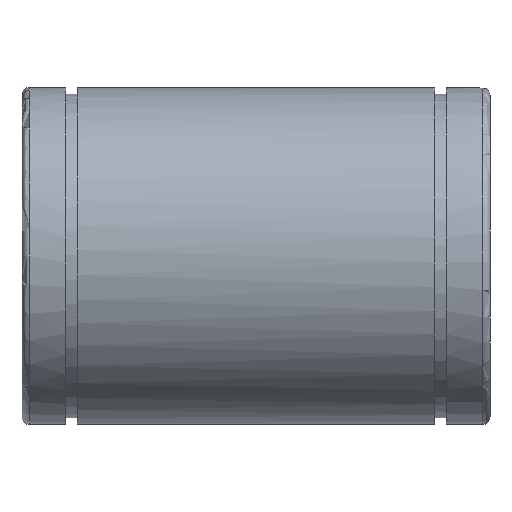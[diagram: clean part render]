
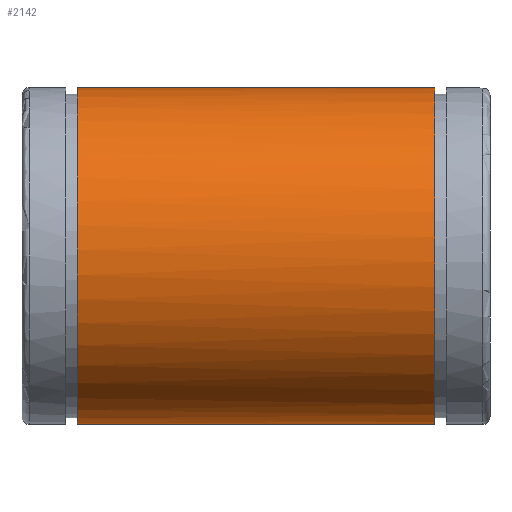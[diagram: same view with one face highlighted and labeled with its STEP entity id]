
A CAD part, front view. The second image highlights one B-rep face of the part: STEP entity #2142.
In plain terms, the highlighted cylindrical face has radius 45 mm (diameter 90 mm), a partial arc.
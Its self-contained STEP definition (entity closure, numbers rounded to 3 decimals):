
#2134=AXIS2_PLACEMENT_3D('Cylinder Axis2P3D',#2131,#2132,#2133) ;
#1463=CARTESIAN_POINT('Vertex',(14.8,0.,-45.)) ;
#1467=CARTESIAN_POINT('Control Point',(14.8,0.,45.)) ;
#1468=CARTESIAN_POINT('Control Point',(14.8,-4.272,45.)) ;
#1469=CARTESIAN_POINT('Control Point',(14.8,-8.544,44.493)) ;
#1470=CARTESIAN_POINT('Control Point',(14.8,-12.737,43.479)) ;
#1471=CARTESIAN_POINT('Control Point',(14.8,-20.8,40.475)) ;
#1472=CARTESIAN_POINT('Control Point',(14.8,-27.936,35.668)) ;
#1473=CARTESIAN_POINT('Control Point',(14.8,-31.201,32.85)) ;
#1474=CARTESIAN_POINT('Control Point',(14.8,-37.,26.493)) ;
#1475=CARTESIAN_POINT('Control Point',(14.8,-41.15,18.956)) ;
#1476=CARTESIAN_POINT('Control Point',(14.8,-42.766,14.957)) ;
#1477=CARTESIAN_POINT('Control Point',(14.8,-45.018,6.653)) ;
#1478=CARTESIAN_POINT('Control Point',(14.8,-45.264,-1.948)) ;
#1479=CARTESIAN_POINT('Control Point',(14.8,-44.874,-6.243)) ;
#1480=CARTESIAN_POINT('Control Point',(14.8,-43.081,-14.659)) ;
#1481=CARTESIAN_POINT('Control Point',(14.8,-39.369,-22.421)) ;
#1482=CARTESIAN_POINT('Control Point',(14.8,-37.059,-26.063)) ;
#1483=CARTESIAN_POINT('Control Point',(14.8,-31.618,-32.729)) ;
#1484=CARTESIAN_POINT('Control Point',(14.8,-24.768,-37.936)) ;
#1485=CARTESIAN_POINT('Control Point',(14.8,-21.048,-40.12)) ;
#1486=CARTESIAN_POINT('Control Point',(14.8,-14.668,-42.905)) ;
#1487=CARTESIAN_POINT('Control Point',(14.8,-7.904,-44.419)) ;
#1488=CARTESIAN_POINT('Control Point',(14.8,-5.282,-44.806)) ;
#1489=CARTESIAN_POINT('Control Point',(14.8,-2.641,-45.)) ;
#1490=CARTESIAN_POINT('Control Point',(14.8,0.,-45.)) ;
#1491=CARTESIAN_POINT('Vertex',(14.8,0.,45.)) ;
#1563=CARTESIAN_POINT('Line Origine',(62.5,0.,45.)) ;
#1567=CARTESIAN_POINT('Vertex',(110.2,0.,45.)) ;
#1588=CARTESIAN_POINT('Control Point',(110.2,0.,-45.)) ;
#1589=CARTESIAN_POINT('Control Point',(110.2,-4.272,-45.)) ;
#1590=CARTESIAN_POINT('Control Point',(110.2,-8.544,-44.493)) ;
#1591=CARTESIAN_POINT('Control Point',(110.2,-12.737,-43.479)) ;
#1592=CARTESIAN_POINT('Control Point',(110.2,-20.8,-40.475)) ;
#1593=CARTESIAN_POINT('Control Point',(110.2,-27.936,-35.668)) ;
#1594=CARTESIAN_POINT('Control Point',(110.2,-31.201,-32.85)) ;
#1595=CARTESIAN_POINT('Control Point',(110.2,-37.,-26.493)) ;
#1596=CARTESIAN_POINT('Control Point',(110.2,-41.15,-18.956)) ;
#1597=CARTESIAN_POINT('Control Point',(110.2,-42.766,-14.957)) ;
#1598=CARTESIAN_POINT('Control Point',(110.2,-45.018,-6.653)) ;
#1599=CARTESIAN_POINT('Control Point',(110.2,-45.264,1.948)) ;
#1600=CARTESIAN_POINT('Control Point',(110.2,-44.874,6.243)) ;
#1601=CARTESIAN_POINT('Control Point',(110.2,-43.081,14.659)) ;
#1602=CARTESIAN_POINT('Control Point',(110.2,-39.369,22.421)) ;
#1603=CARTESIAN_POINT('Control Point',(110.2,-37.059,26.063)) ;
#1604=CARTESIAN_POINT('Control Point',(110.2,-31.618,32.729)) ;
#1605=CARTESIAN_POINT('Control Point',(110.2,-24.768,37.936)) ;
#1606=CARTESIAN_POINT('Control Point',(110.2,-21.048,40.12)) ;
#1607=CARTESIAN_POINT('Control Point',(110.2,-14.668,42.905)) ;
#1608=CARTESIAN_POINT('Control Point',(110.2,-7.904,44.419)) ;
#1609=CARTESIAN_POINT('Control Point',(110.2,-5.282,44.806)) ;
#1610=CARTESIAN_POINT('Control Point',(110.2,-2.641,45.)) ;
#1611=CARTESIAN_POINT('Control Point',(110.2,0.,45.)) ;
#1612=CARTESIAN_POINT('Vertex',(110.2,0.,-45.)) ;
#1938=CARTESIAN_POINT('Line Origine',(62.5,0.,-45.)) ;
#2131=CARTESIAN_POINT('Axis2P3D Location',(62.5,0.,0.)) ;
#1564=DIRECTION('Vector Direction',(1.,0.,0.)) ;
#1939=DIRECTION('Vector Direction',(1.,0.,0.)) ;
#2132=DIRECTION('Axis2P3D Direction',(1.,0.,0.)) ;
#2133=DIRECTION('Axis2P3D XDirection',(0.,0.,1.)) ;
#1565=VECTOR('Line Direction',#1564,1.) ;
#1940=VECTOR('Line Direction',#1939,1.) ;
#2137=ORIENTED_EDGE('',*,*,#1942,.T.) ;
#2138=ORIENTED_EDGE('',*,*,#1614,.T.) ;
#2139=ORIENTED_EDGE('',*,*,#1569,.T.) ;
#2140=ORIENTED_EDGE('',*,*,#1493,.T.) ;
#2142=ADVANCED_FACE('',(#2141),#2135,.T.) ;
#1466=B_SPLINE_CURVE_WITH_KNOTS('',5,(#1467,#1468,#1469,#1470,#1471,#1472,#1473,#1474,#1475,#1476,#1477,#1478,#1479,#1480,#1481,#1482,#1483,#1484,#1485,#1486,#1487,#1488,#1489,#1490),.UNSPECIFIED.,.F.,.U.,(6,3,3,3,3,3,3,6),(0.,30.209,60.418,90.627,120.836,151.045,181.254,199.928),.UNSPECIFIED.) ;
#1587=B_SPLINE_CURVE_WITH_KNOTS('',5,(#1588,#1589,#1590,#1591,#1592,#1593,#1594,#1595,#1596,#1597,#1598,#1599,#1600,#1601,#1602,#1603,#1604,#1605,#1606,#1607,#1608,#1609,#1610,#1611),.UNSPECIFIED.,.F.,.U.,(6,3,3,3,3,3,3,6),(0.,30.209,60.418,90.627,120.836,151.045,181.254,199.928),.UNSPECIFIED.) ;
#2135=CYLINDRICAL_SURFACE('generated cylinder',#2134,45.) ;
#1493=EDGE_CURVE('',#1492,#1464,#1466,.T.) ;
#1569=EDGE_CURVE('',#1568,#1492,#1566,.F.) ;
#1614=EDGE_CURVE('',#1613,#1568,#1587,.T.) ;
#1942=EDGE_CURVE('',#1464,#1613,#1941,.T.) ;
#2136=EDGE_LOOP('',(#2137,#2138,#2139,#2140)) ;
#2141=FACE_OUTER_BOUND('',#2136,.T.) ;
#1566=LINE('Line',#1563,#1565) ;
#1941=LINE('Line',#1938,#1940) ;
#1464=VERTEX_POINT('',#1463) ;
#1492=VERTEX_POINT('',#1491) ;
#1568=VERTEX_POINT('',#1567) ;
#1613=VERTEX_POINT('',#1612) ;
